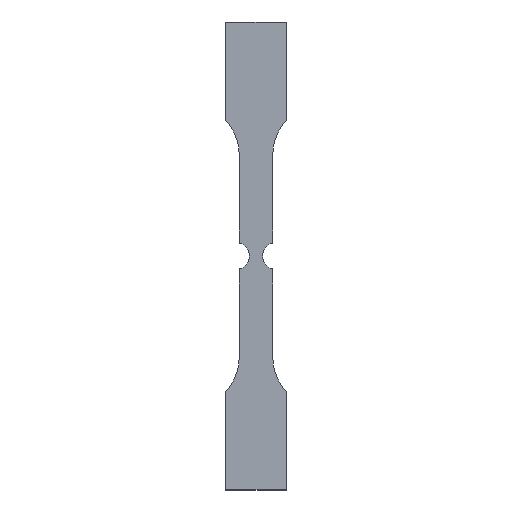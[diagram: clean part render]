
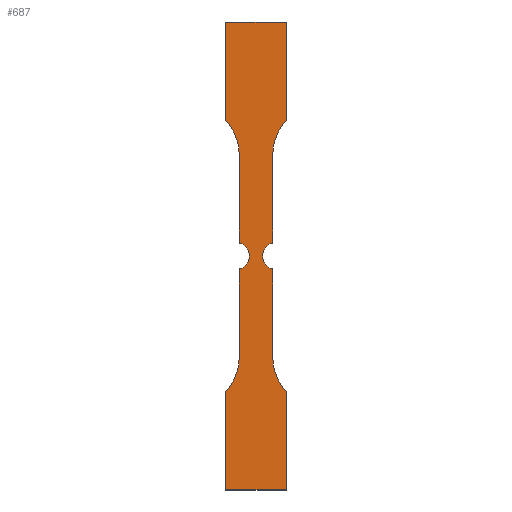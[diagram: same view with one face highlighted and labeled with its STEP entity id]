
A CAD part, top view. The second image highlights one B-rep face of the part: STEP entity #687.
In plain terms, the highlighted planar face has unit normal (0, 0, 1).
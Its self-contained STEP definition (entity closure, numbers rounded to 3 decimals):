
#63=CARTESIAN_POINT('Vertex',(11.25,50.729,1.6)) ;
#77=CARTESIAN_POINT('Vertex',(11.25,87.5,1.6)) ;
#80=CARTESIAN_POINT('Line Origine',(11.25,69.114,1.6)) ;
#108=CARTESIAN_POINT('Vertex',(0.,87.5,1.6)) ;
#111=CARTESIAN_POINT('Line Origine',(5.625,87.5,1.6)) ;
#134=CARTESIAN_POINT('Vertex',(-11.25,87.5,1.6)) ;
#137=CARTESIAN_POINT('Line Origine',(-5.625,87.5,1.6)) ;
#165=CARTESIAN_POINT('Vertex',(-11.25,50.729,1.6)) ;
#168=CARTESIAN_POINT('Line Origine',(-11.25,69.114,1.6)) ;
#196=CARTESIAN_POINT('Vertex',(-6.25,37.5,1.6)) ;
#199=CARTESIAN_POINT('Axis2P3D Location',(-26.25,37.5,1.6)) ;
#227=CARTESIAN_POINT('Vertex',(-6.25,4.841,1.6)) ;
#230=CARTESIAN_POINT('Line Origine',(-6.25,21.171,1.6)) ;
#258=CARTESIAN_POINT('Vertex',(-2.5,0.,1.6)) ;
#261=CARTESIAN_POINT('Axis2P3D Location',(-7.5,0.,1.6)) ;
#284=CARTESIAN_POINT('Vertex',(-6.25,-4.841,1.6)) ;
#287=CARTESIAN_POINT('Axis2P3D Location',(-7.5,0.,1.6)) ;
#310=CARTESIAN_POINT('Vertex',(-6.25,-37.5,1.6)) ;
#313=CARTESIAN_POINT('Line Origine',(-6.25,-21.171,1.6)) ;
#341=CARTESIAN_POINT('Vertex',(-11.25,-50.729,1.6)) ;
#344=CARTESIAN_POINT('Axis2P3D Location',(-26.25,-37.5,1.6)) ;
#367=CARTESIAN_POINT('Vertex',(-11.25,-87.5,1.6)) ;
#370=CARTESIAN_POINT('Line Origine',(-11.25,-69.114,1.6)) ;
#398=CARTESIAN_POINT('Vertex',(0.,-87.5,1.6)) ;
#401=CARTESIAN_POINT('Line Origine',(-5.625,-87.5,1.6)) ;
#424=CARTESIAN_POINT('Vertex',(11.25,-87.5,1.6)) ;
#427=CARTESIAN_POINT('Line Origine',(5.625,-87.5,1.6)) ;
#450=CARTESIAN_POINT('Vertex',(11.25,-50.729,1.6)) ;
#453=CARTESIAN_POINT('Line Origine',(11.25,-69.114,1.6)) ;
#481=CARTESIAN_POINT('Vertex',(6.25,-37.5,1.6)) ;
#484=CARTESIAN_POINT('Axis2P3D Location',(26.25,-37.5,1.6)) ;
#512=CARTESIAN_POINT('Vertex',(6.25,-4.841,1.6)) ;
#515=CARTESIAN_POINT('Line Origine',(6.25,-21.171,1.6)) ;
#543=CARTESIAN_POINT('Vertex',(2.5,0.,1.6)) ;
#546=CARTESIAN_POINT('Axis2P3D Location',(7.5,0.,1.6)) ;
#569=CARTESIAN_POINT('Vertex',(6.25,4.841,1.6)) ;
#572=CARTESIAN_POINT('Axis2P3D Location',(7.5,0.,1.6)) ;
#595=CARTESIAN_POINT('Vertex',(6.25,37.5,1.6)) ;
#598=CARTESIAN_POINT('Line Origine',(6.25,21.171,1.6)) ;
#620=CARTESIAN_POINT('Axis2P3D Location',(26.25,37.5,1.6)) ;
#660=CARTESIAN_POINT('Axis2P3D Location',(0.,0.,1.6)) ;
#81=DIRECTION('Vector Direction',(0.,1.,0.)) ;
#112=DIRECTION('Vector Direction',(-1.,0.,0.)) ;
#138=DIRECTION('Vector Direction',(1.,0.,0.)) ;
#169=DIRECTION('Vector Direction',(0.,1.,0.)) ;
#200=DIRECTION('Axis2P3D Direction',(0.,0.,1.)) ;
#231=DIRECTION('Vector Direction',(0.,-1.,0.)) ;
#262=DIRECTION('Axis2P3D Direction',(0.,0.,1.)) ;
#288=DIRECTION('Axis2P3D Direction',(0.,0.,1.)) ;
#314=DIRECTION('Vector Direction',(0.,1.,0.)) ;
#345=DIRECTION('Axis2P3D Direction',(0.,0.,1.)) ;
#371=DIRECTION('Vector Direction',(0.,-1.,0.)) ;
#402=DIRECTION('Vector Direction',(1.,0.,0.)) ;
#428=DIRECTION('Vector Direction',(-1.,0.,0.)) ;
#454=DIRECTION('Vector Direction',(0.,-1.,0.)) ;
#485=DIRECTION('Axis2P3D Direction',(0.,0.,1.)) ;
#516=DIRECTION('Vector Direction',(0.,1.,0.)) ;
#547=DIRECTION('Axis2P3D Direction',(0.,0.,1.)) ;
#573=DIRECTION('Axis2P3D Direction',(0.,0.,1.)) ;
#599=DIRECTION('Vector Direction',(0.,-1.,0.)) ;
#621=DIRECTION('Axis2P3D Direction',(0.,0.,1.)) ;
#661=DIRECTION('Axis2P3D Direction',(0.,0.,1.)) ;
#662=DIRECTION('Axis2P3D XDirection',(1.,0.,0.)) ;
#201=AXIS2_PLACEMENT_3D('Circle Axis2P3D',#199,#200,$) ;
#263=AXIS2_PLACEMENT_3D('Circle Axis2P3D',#261,#262,$) ;
#289=AXIS2_PLACEMENT_3D('Circle Axis2P3D',#287,#288,$) ;
#346=AXIS2_PLACEMENT_3D('Circle Axis2P3D',#344,#345,$) ;
#486=AXIS2_PLACEMENT_3D('Circle Axis2P3D',#484,#485,$) ;
#548=AXIS2_PLACEMENT_3D('Circle Axis2P3D',#546,#547,$) ;
#574=AXIS2_PLACEMENT_3D('Circle Axis2P3D',#572,#573,$) ;
#622=AXIS2_PLACEMENT_3D('Circle Axis2P3D',#620,#621,$) ;
#663=AXIS2_PLACEMENT_3D('Plane Axis2P3D',#660,#661,#662) ;
#666=ORIENTED_EDGE('',*,*,#84,.T.) ;
#667=ORIENTED_EDGE('',*,*,#115,.T.) ;
#668=ORIENTED_EDGE('',*,*,#141,.T.) ;
#669=ORIENTED_EDGE('',*,*,#172,.T.) ;
#670=ORIENTED_EDGE('',*,*,#203,.T.) ;
#671=ORIENTED_EDGE('',*,*,#234,.T.) ;
#672=ORIENTED_EDGE('',*,*,#265,.T.) ;
#673=ORIENTED_EDGE('',*,*,#291,.T.) ;
#674=ORIENTED_EDGE('',*,*,#317,.T.) ;
#675=ORIENTED_EDGE('',*,*,#348,.T.) ;
#676=ORIENTED_EDGE('',*,*,#374,.T.) ;
#677=ORIENTED_EDGE('',*,*,#405,.T.) ;
#678=ORIENTED_EDGE('',*,*,#431,.T.) ;
#679=ORIENTED_EDGE('',*,*,#457,.T.) ;
#680=ORIENTED_EDGE('',*,*,#488,.T.) ;
#681=ORIENTED_EDGE('',*,*,#519,.T.) ;
#682=ORIENTED_EDGE('',*,*,#550,.T.) ;
#683=ORIENTED_EDGE('',*,*,#576,.T.) ;
#684=ORIENTED_EDGE('',*,*,#602,.T.) ;
#685=ORIENTED_EDGE('',*,*,#624,.T.) ;
#82=VECTOR('Line Direction',#81,1.) ;
#113=VECTOR('Line Direction',#112,1.) ;
#139=VECTOR('Line Direction',#138,1.) ;
#170=VECTOR('Line Direction',#169,1.) ;
#232=VECTOR('Line Direction',#231,1.) ;
#315=VECTOR('Line Direction',#314,1.) ;
#372=VECTOR('Line Direction',#371,1.) ;
#403=VECTOR('Line Direction',#402,1.) ;
#429=VECTOR('Line Direction',#428,1.) ;
#455=VECTOR('Line Direction',#454,1.) ;
#517=VECTOR('Line Direction',#516,1.) ;
#600=VECTOR('Line Direction',#599,1.) ;
#687=ADVANCED_FACE('Corps principal',(#686),#664,.T.) ;
#202=CIRCLE('generated circle',#201,20.) ;
#264=CIRCLE('generated circle',#263,5.) ;
#290=CIRCLE('generated circle',#289,5.) ;
#347=CIRCLE('generated circle',#346,20.) ;
#487=CIRCLE('generated circle',#486,20.) ;
#549=CIRCLE('generated circle',#548,5.) ;
#575=CIRCLE('generated circle',#574,5.) ;
#623=CIRCLE('generated circle',#622,20.) ;
#84=EDGE_CURVE('',#64,#78,#83,.T.) ;
#115=EDGE_CURVE('',#78,#109,#114,.T.) ;
#141=EDGE_CURVE('',#109,#135,#140,.F.) ;
#172=EDGE_CURVE('',#135,#166,#171,.F.) ;
#203=EDGE_CURVE('',#166,#197,#202,.F.) ;
#234=EDGE_CURVE('',#197,#228,#233,.T.) ;
#265=EDGE_CURVE('',#228,#259,#264,.F.) ;
#291=EDGE_CURVE('',#259,#285,#290,.F.) ;
#317=EDGE_CURVE('',#285,#311,#316,.F.) ;
#348=EDGE_CURVE('',#311,#342,#347,.F.) ;
#374=EDGE_CURVE('',#342,#368,#373,.T.) ;
#405=EDGE_CURVE('',#368,#399,#404,.T.) ;
#431=EDGE_CURVE('',#399,#425,#430,.F.) ;
#457=EDGE_CURVE('',#425,#451,#456,.F.) ;
#488=EDGE_CURVE('',#451,#482,#487,.F.) ;
#519=EDGE_CURVE('',#482,#513,#518,.T.) ;
#550=EDGE_CURVE('',#513,#544,#549,.F.) ;
#576=EDGE_CURVE('',#544,#570,#575,.F.) ;
#602=EDGE_CURVE('',#570,#596,#601,.F.) ;
#624=EDGE_CURVE('',#596,#64,#623,.F.) ;
#665=EDGE_LOOP('',(#666,#667,#668,#669,#670,#671,#672,#673,#674,#675,#676,#677,#678,#679,#680,#681,#682,#683,#684,#685)) ;
#686=FACE_OUTER_BOUND('',#665,.T.) ;
#83=LINE('Line',#80,#82) ;
#114=LINE('Line',#111,#113) ;
#140=LINE('Line',#137,#139) ;
#171=LINE('Line',#168,#170) ;
#233=LINE('Line',#230,#232) ;
#316=LINE('Line',#313,#315) ;
#373=LINE('Line',#370,#372) ;
#404=LINE('Line',#401,#403) ;
#430=LINE('Line',#427,#429) ;
#456=LINE('Line',#453,#455) ;
#518=LINE('Line',#515,#517) ;
#601=LINE('Line',#598,#600) ;
#664=PLANE('Plane',#663) ;
#64=VERTEX_POINT('',#63) ;
#78=VERTEX_POINT('',#77) ;
#109=VERTEX_POINT('',#108) ;
#135=VERTEX_POINT('',#134) ;
#166=VERTEX_POINT('',#165) ;
#197=VERTEX_POINT('',#196) ;
#228=VERTEX_POINT('',#227) ;
#259=VERTEX_POINT('',#258) ;
#285=VERTEX_POINT('',#284) ;
#311=VERTEX_POINT('',#310) ;
#342=VERTEX_POINT('',#341) ;
#368=VERTEX_POINT('',#367) ;
#399=VERTEX_POINT('',#398) ;
#425=VERTEX_POINT('',#424) ;
#451=VERTEX_POINT('',#450) ;
#482=VERTEX_POINT('',#481) ;
#513=VERTEX_POINT('',#512) ;
#544=VERTEX_POINT('',#543) ;
#570=VERTEX_POINT('',#569) ;
#596=VERTEX_POINT('',#595) ;
